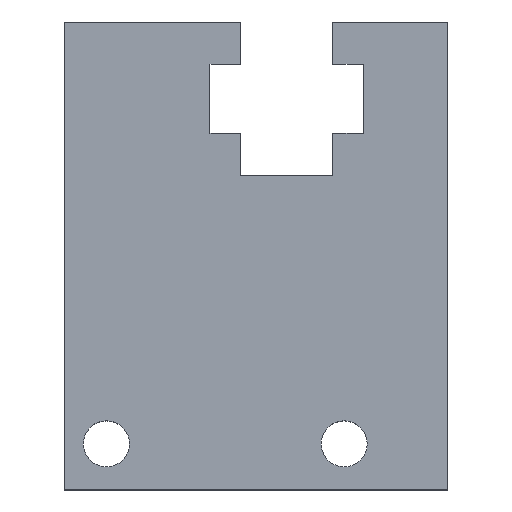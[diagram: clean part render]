
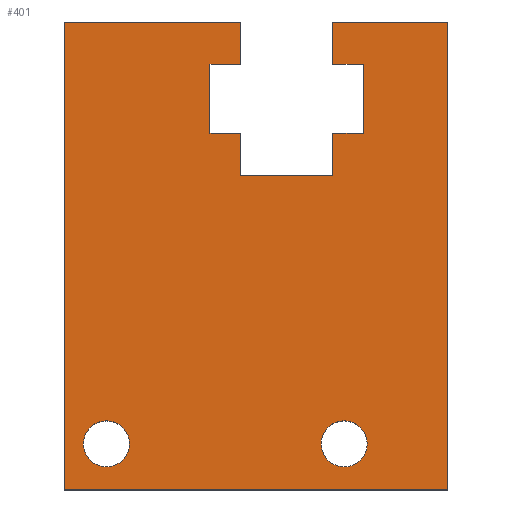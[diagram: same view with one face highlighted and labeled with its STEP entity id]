
A CAD part, top view. The second image highlights one B-rep face of the part: STEP entity #401.
In plain terms, the highlighted planar face has unit normal (0, 0, 1).
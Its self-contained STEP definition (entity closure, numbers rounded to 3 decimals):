
#20=CIRCLE('',#432,1.5);
#22=CIRCLE('',#435,1.5);
#90=ORIENTED_EDGE('',*,*,#176,.F.);
#91=ORIENTED_EDGE('',*,*,#174,.F.);
#92=ORIENTED_EDGE('',*,*,#132,.F.);
#93=ORIENTED_EDGE('',*,*,#136,.F.);
#94=ORIENTED_EDGE('',*,*,#139,.F.);
#95=ORIENTED_EDGE('',*,*,#142,.F.);
#96=ORIENTED_EDGE('',*,*,#145,.T.);
#97=ORIENTED_EDGE('',*,*,#148,.F.);
#98=ORIENTED_EDGE('',*,*,#151,.T.);
#99=ORIENTED_EDGE('',*,*,#154,.T.);
#100=ORIENTED_EDGE('',*,*,#157,.T.);
#101=ORIENTED_EDGE('',*,*,#160,.T.);
#102=ORIENTED_EDGE('',*,*,#163,.F.);
#103=ORIENTED_EDGE('',*,*,#166,.F.);
#104=ORIENTED_EDGE('',*,*,#180,.F.);
#105=ORIENTED_EDGE('',*,*,#169,.T.);
#106=ORIENTED_EDGE('',*,*,#173,.F.);
#107=ORIENTED_EDGE('',*,*,#179,.T.);
#132=EDGE_CURVE('',#184,#185,#220,.T.);
#136=EDGE_CURVE('',#187,#184,#224,.T.);
#139=EDGE_CURVE('',#189,#187,#227,.T.);
#142=EDGE_CURVE('',#191,#189,#230,.T.);
#145=EDGE_CURVE('',#191,#193,#233,.T.);
#148=EDGE_CURVE('',#195,#193,#236,.T.);
#151=EDGE_CURVE('',#195,#197,#239,.T.);
#154=EDGE_CURVE('',#197,#199,#242,.T.);
#157=EDGE_CURVE('',#199,#201,#245,.T.);
#160=EDGE_CURVE('',#201,#203,#248,.T.);
#163=EDGE_CURVE('',#205,#203,#251,.T.);
#166=EDGE_CURVE('',#207,#205,#254,.T.);
#169=EDGE_CURVE('',#211,#210,#257,.T.);
#173=EDGE_CURVE('',#213,#210,#261,.T.);
#174=EDGE_CURVE('',#214,#214,#20,.T.);
#176=EDGE_CURVE('',#216,#216,#22,.T.);
#179=EDGE_CURVE('',#213,#185,#263,.T.);
#180=EDGE_CURVE('',#211,#207,#264,.T.);
#184=VERTEX_POINT('',#545);
#185=VERTEX_POINT('',#547);
#187=VERTEX_POINT('',#553);
#189=VERTEX_POINT('',#559);
#191=VERTEX_POINT('',#565);
#193=VERTEX_POINT('',#571);
#195=VERTEX_POINT('',#577);
#197=VERTEX_POINT('',#583);
#199=VERTEX_POINT('',#589);
#201=VERTEX_POINT('',#595);
#203=VERTEX_POINT('',#601);
#205=VERTEX_POINT('',#607);
#207=VERTEX_POINT('',#613);
#210=VERTEX_POINT('',#620);
#211=VERTEX_POINT('',#622);
#213=VERTEX_POINT('',#628);
#214=VERTEX_POINT('',#632);
#216=VERTEX_POINT('',#637);
#220=LINE('',#546,#268);
#224=LINE('',#554,#272);
#227=LINE('',#560,#275);
#230=LINE('',#566,#278);
#233=LINE('',#572,#281);
#236=LINE('',#578,#284);
#239=LINE('',#584,#287);
#242=LINE('',#590,#290);
#245=LINE('',#596,#293);
#248=LINE('',#602,#296);
#251=LINE('',#608,#299);
#254=LINE('',#614,#302);
#257=LINE('',#621,#305);
#261=LINE('',#629,#309);
#263=LINE('',#642,#311);
#264=LINE('',#644,#312);
#268=VECTOR('',#447,1000.);
#272=VECTOR('',#453,1000.);
#275=VECTOR('',#458,1000.);
#278=VECTOR('',#463,1000.);
#281=VECTOR('',#468,1000.);
#284=VECTOR('',#473,1000.);
#287=VECTOR('',#478,1000.);
#290=VECTOR('',#483,1000.);
#293=VECTOR('',#488,1000.);
#296=VECTOR('',#493,1000.);
#299=VECTOR('',#498,1000.);
#302=VECTOR('',#503,1000.);
#305=VECTOR('',#508,1000.);
#309=VECTOR('',#514,1000.);
#311=VECTOR('',#530,1000.);
#312=VECTOR('',#533,1000.);
#333=EDGE_LOOP('',(#90));
#334=EDGE_LOOP('',(#91));
#335=EDGE_LOOP('',(#92,#93,#94,#95,#96,#97,#98,#99,#100,#101,#102,#103,
#104,#105,#106,#107));
#359=FACE_BOUND('',#333,.T.);
#360=FACE_BOUND('',#334,.T.);
#361=FACE_BOUND('',#335,.T.);
#381=PLANE('',#438);
#401=ADVANCED_FACE('',(#359,#360,#361),#381,.T.);
#432=AXIS2_PLACEMENT_3D('',#631,#517,#518);
#435=AXIS2_PLACEMENT_3D('',#636,#523,#524);
#438=AXIS2_PLACEMENT_3D('',#643,#531,#532);
#447=DIRECTION('',(0.,1.,0.));
#453=DIRECTION('',(1.,0.,0.));
#458=DIRECTION('',(0.,1.,0.));
#463=DIRECTION('',(1.,0.,0.));
#468=DIRECTION('',(0.,1.,0.));
#473=DIRECTION('',(1.,0.,0.));
#478=DIRECTION('',(0.,1.,0.));
#483=DIRECTION('',(1.,0.,0.));
#488=DIRECTION('',(0.,1.,0.));
#493=DIRECTION('',(-1.,0.,0.));
#498=DIRECTION('',(0.,1.,0.));
#503=DIRECTION('',(-1.,0.,0.));
#508=DIRECTION('',(-1.,0.,0.));
#514=DIRECTION('',(0.,1.,0.));
#517=DIRECTION('',(0.,0.,1.));
#518=DIRECTION('',(1.,0.,0.));
#523=DIRECTION('',(0.,0.,1.));
#524=DIRECTION('',(1.,0.,0.));
#530=DIRECTION('',(1.,0.,0.));
#531=DIRECTION('',(0.,0.,1.));
#532=DIRECTION('',(1.,0.,0.));
#533=DIRECTION('',(0.,-1.,0.));
#545=CARTESIAN_POINT('',(-1.5,23.25,5.));
#546=CARTESIAN_POINT('',(-1.5,0.,5.));
#547=CARTESIAN_POINT('',(-1.5,27.75,5.));
#553=CARTESIAN_POINT('',(-3.5,23.25,5.));
#554=CARTESIAN_POINT('',(0.,23.25,5.));
#559=CARTESIAN_POINT('',(-3.5,20.5,5.));
#560=CARTESIAN_POINT('',(-3.5,0.,5.));
#565=CARTESIAN_POINT('',(-9.5,20.5,5.));
#566=CARTESIAN_POINT('',(0.,20.5,5.));
#571=CARTESIAN_POINT('',(-9.5,23.25,5.));
#572=CARTESIAN_POINT('',(-9.5,0.,5.));
#577=CARTESIAN_POINT('',(-11.5,23.25,5.));
#578=CARTESIAN_POINT('',(0.,23.25,5.));
#583=CARTESIAN_POINT('',(-11.5,27.75,5.));
#584=CARTESIAN_POINT('',(-11.5,0.,5.));
#589=CARTESIAN_POINT('',(-9.5,27.75,5.));
#590=CARTESIAN_POINT('',(0.,27.75,5.));
#595=CARTESIAN_POINT('',(-9.5,30.5,5.));
#596=CARTESIAN_POINT('',(-9.5,0.,5.));
#601=CARTESIAN_POINT('',(-21.,30.5,5.));
#602=CARTESIAN_POINT('',(0.,30.5,5.));
#607=CARTESIAN_POINT('',(-21.,0.,5.));
#608=CARTESIAN_POINT('',(-21.,0.,5.));
#613=CARTESIAN_POINT('',(4.,0.,5.));
#614=CARTESIAN_POINT('',(0.,0.,5.));
#620=CARTESIAN_POINT('',(-3.5,30.5,5.));
#621=CARTESIAN_POINT('',(0.,30.5,5.));
#622=CARTESIAN_POINT('',(4.,30.5,5.));
#628=CARTESIAN_POINT('',(-3.5,27.75,5.));
#629=CARTESIAN_POINT('',(-3.5,0.,5.));
#631=CARTESIAN_POINT('',(-18.25,3.,5.));
#632=CARTESIAN_POINT('',(-16.75,3.,5.));
#636=CARTESIAN_POINT('',(-2.75,3.,5.));
#637=CARTESIAN_POINT('',(-1.25,3.,5.));
#642=CARTESIAN_POINT('',(0.,27.75,5.));
#643=CARTESIAN_POINT('',(0.,0.,5.));
#644=CARTESIAN_POINT('',(4.,0.,5.));
